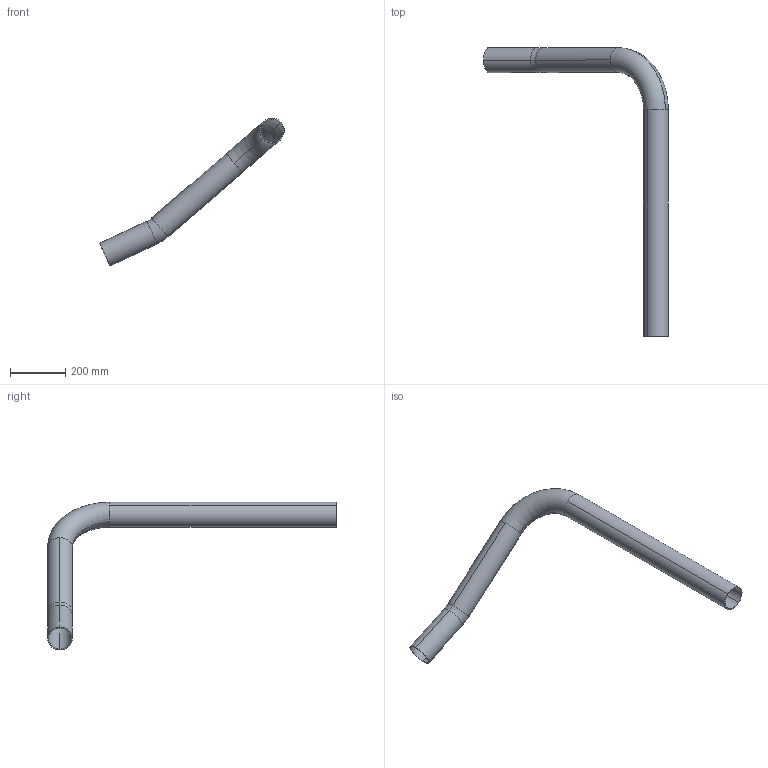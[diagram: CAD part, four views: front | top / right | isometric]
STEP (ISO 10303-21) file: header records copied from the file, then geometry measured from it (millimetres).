
FILE_DESCRIPTION(('CoCreate Modeling STEP Export'),'2;1');
FILE_NAME('A6.stp','2009-01-28T12:23:59',(''),(''),'CoCreate Modeling STEP processor for AP214 (Solid Model)','CoCreate Modeling 17.00P1204 04-Dec-2008 (C) Parametric Technology GmbH','');
FILE_SCHEMA(('AUTOMOTIVE_DESIGN { 1 0 10303 214 1 1 1 1 }'));
Length unit declared in the file: millimetre
Products named in the file (2): 5093157
Assembly tree (1 placements, depth 2):
  5093157
    5093157
Bounding box: 668.19 x 1045 x 533.67 mm (x, y, z)
Volume: 1598165.2 mm3; surface area: 915139.5 mm2
Topology: 1 solids, 1 shells, 22 faces, 52 edges, 32 vertices
Faces by surface type: cylinder 12, torus 8, plane 2
Entity records: 561 total; most frequent: ORIENTED_EDGE 104, DIRECTION 84, CARTESIAN_POINT 80, EDGE_CURVE 52, AXIS2_PLACEMENT_3D 36, VERTEX_POINT 32, EDGE_LOOP 24, CIRCLE 22
